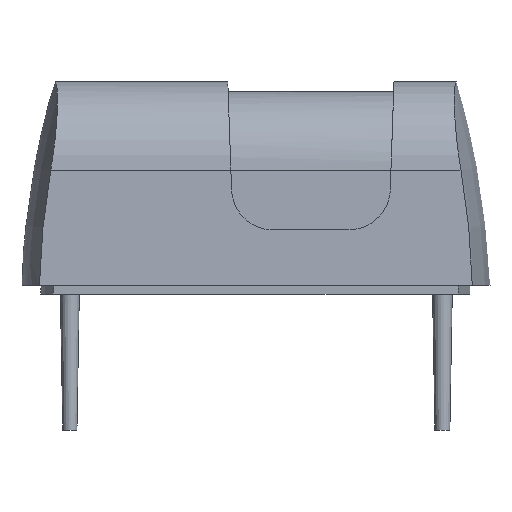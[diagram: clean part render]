
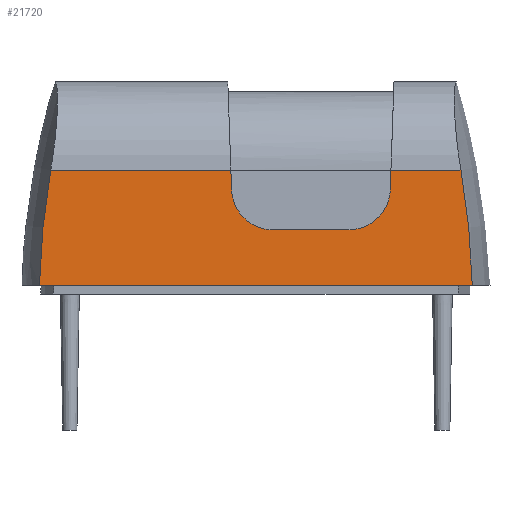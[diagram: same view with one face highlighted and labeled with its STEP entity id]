
A CAD part, front view. The second image highlights one B-rep face of the part: STEP entity #21720.
In plain terms, the highlighted planar face has unit normal (0, -0.999, 0.035).
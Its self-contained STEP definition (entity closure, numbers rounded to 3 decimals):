
#160=CARTESIAN_POINT('',(-114.899,0.,
-10.735));
#170=DIRECTION('',(0.,-1.,0.));
#180=DIRECTION('',(0.933,0.,0.361));
#190=AXIS2_PLACEMENT_3D('',#160,#170,#180);
#200=TOROIDAL_SURFACE('',#190,75.15,75.);
#640=CARTESIAN_POINT('',(99.06,0.,
-10.735));
#650=DIRECTION('',(0.,1.,0.));
#660=DIRECTION('',(-0.933,0.,0.361));
#670=AXIS2_PLACEMENT_3D('',#640,#650,#660);
#680=TOROIDAL_SURFACE('',#670,75.15,75.);
#1060=CARTESIAN_POINT('',(-47.715,-21.944,-5.5));
#1070=VERTEX_POINT('',#1060);
#7920=CARTESIAN_POINT('',(-45.638,-21.204,
15.686));
#7930=VERTEX_POINT('',#7920);
#7960=CARTESIAN_POINT('',(25.053,-22.,-7.1));
#7970=DIRECTION('',(0.,-0.999,0.035));
#7980=DIRECTION('',(-1.,0.,0.));
#7990=AXIS2_PLACEMENT_3D('',#7960,#7970,#7980);
#8000=PLANE('',#7990);
#8010=CARTESIAN_POINT('',(-45.638,-21.204,
15.686));
#8020=CARTESIAN_POINT('',(-45.789,-21.235,
14.81));
#8030=CARTESIAN_POINT('',(-45.932,-21.266,
13.932));
#8040=CARTESIAN_POINT('',(-46.067,-21.296,
13.053));
#8050=CARTESIAN_POINT('',(-46.201,-21.327,
12.175));
#8060=CARTESIAN_POINT('',(-46.328,-21.358,
11.295));
#8070=CARTESIAN_POINT('',(-46.447,-21.388,
10.414));
#8080=CARTESIAN_POINT('',(-46.566,-21.419,
9.533));
#8090=CARTESIAN_POINT('',(-46.677,-21.45,
8.651));
#8100=CARTESIAN_POINT('',(-46.779,-21.481,
7.768));
#8110=CARTESIAN_POINT('',(-46.882,-21.512,
6.885));
#8120=CARTESIAN_POINT('',(-46.977,-21.542,
6.002));
#8130=CARTESIAN_POINT('',(-47.063,-21.573,
5.118));
#8140=CARTESIAN_POINT('',(-47.15,-21.604,
4.234));
#8150=CARTESIAN_POINT('',(-47.228,-21.635,
3.349));
#8160=CARTESIAN_POINT('',(-47.299,-21.666,
2.465));
#8170=CARTESIAN_POINT('',(-47.369,-21.697,
1.58));
#8180=CARTESIAN_POINT('',(-47.432,-21.728,
0.695));
#8190=CARTESIAN_POINT('',(-47.486,-21.759,
-0.19));
#8200=CARTESIAN_POINT('',(-47.54,-21.79,
-1.075));
#8210=CARTESIAN_POINT('',(-47.586,-21.821,
-1.961));
#8220=CARTESIAN_POINT('',(-47.625,-21.851,
-2.846));
#8230=CARTESIAN_POINT('',(-47.663,-21.882,
-3.731));
#8240=CARTESIAN_POINT('',(-47.693,-21.913,
-4.615));
#8250=CARTESIAN_POINT('',(-47.715,-21.944,
-5.5));
#8260=B_SPLINE_CURVE_WITH_KNOTS('',3,(#8010,#8020,#8030,#8040,#8050,
#8060,#8070,#8080,#8090,#8100,#8110,#8120,#8130,#8140,#8150,#8160,#8170,
#8180,#8190,#8200,#8210,#8220,#8230,#8240,#8250),.UNSPECIFIED.,.F.,.F.,(
4,3,3,3,3,3,3,3,4),(0.,2.669,5.338,
8.006,10.673,13.338,16.001,
18.662,21.319),.UNSPECIFIED.);
#8270=SURFACE_CURVE('',#8260,(#680,#8000),.CURVE_3D.);
#8280=EDGE_CURVE('',#7930,#1070,#8270,.T.);
#9440=CARTESIAN_POINT('',(31.875,-21.944,-5.5));
#9450=VERTEX_POINT('',#9440);
#9480=CARTESIAN_POINT('',(31.875,-21.944,
-5.5));
#9490=CARTESIAN_POINT('',(31.864,-21.929,
-5.058));
#9500=CARTESIAN_POINT('',(31.851,-21.913,
-4.616));
#9510=CARTESIAN_POINT('',(31.836,-21.898,
-4.175));
#9520=CARTESIAN_POINT('',(31.821,-21.882,
-3.733));
#9530=CARTESIAN_POINT('',(31.804,-21.867,
-3.292));
#9540=CARTESIAN_POINT('',(31.785,-21.852,
-2.85));
#9550=CARTESIAN_POINT('',(31.747,-21.821,
-1.967));
#9560=CARTESIAN_POINT('',(31.701,-21.79,
-1.083));
#9570=CARTESIAN_POINT('',(31.647,-21.759,
-0.199));
#9580=CARTESIAN_POINT('',(31.593,-21.728,
0.685));
#9590=CARTESIAN_POINT('',(31.53,-21.697,
1.569));
#9600=CARTESIAN_POINT('',(31.46,-21.666,
2.453));
#9610=CARTESIAN_POINT('',(31.39,-21.636,
3.337));
#9620=CARTESIAN_POINT('',(31.311,-21.605,
4.221));
#9630=CARTESIAN_POINT('',(31.225,-21.574,
5.105));
#9640=CARTESIAN_POINT('',(31.138,-21.543,
5.989));
#9650=CARTESIAN_POINT('',(31.044,-21.512,
6.873));
#9660=CARTESIAN_POINT('',(30.941,-21.481,
7.756));
#9670=CARTESIAN_POINT('',(30.838,-21.45,
8.639));
#9680=CARTESIAN_POINT('',(30.728,-21.42,
9.522));
#9690=CARTESIAN_POINT('',(30.609,-21.389,
10.404));
#9700=CARTESIAN_POINT('',(30.49,-21.358,
11.286));
#9710=CARTESIAN_POINT('',(30.363,-21.327,
12.167));
#9720=CARTESIAN_POINT('',(30.228,-21.296,
13.048));
#9730=CARTESIAN_POINT('',(30.093,-21.266,
13.928));
#9740=CARTESIAN_POINT('',(29.95,-21.235,
14.808));
#9750=CARTESIAN_POINT('',(29.798,-21.204,
15.686));
#9760=B_SPLINE_CURVE_WITH_KNOTS('',3,(#9480,#9490,#9500,#9510,#9520,
#9530,#9540,#9550,#9560,#9570,#9580,#9590,#9600,#9610,#9620,#9630,#9640,
#9650,#9660,#9670,#9680,#9690,#9700,#9710,#9720,#9730,#9740,#9750),
.UNSPECIFIED.,.F.,.F.,(4,3,3,3,3,3,3,3,3,4),(0.,1.327,
2.653,5.31,7.97,10.634,
13.301,15.972,18.645,21.319),
.UNSPECIFIED.);
#9770=SURFACE_CURVE('',#9760,(#8000,#200),.CURVE_3D.);
#9780=CARTESIAN_POINT('',(29.798,-21.204,
15.686));
#9790=VERTEX_POINT('',#9780);
#9800=EDGE_CURVE('',#9450,#9790,#9770,.T.);
#17110=CARTESIAN_POINT('',(25.053,-21.944,-5.5));
#17120=DIRECTION('',(1.,0.,0.));
#17130=VECTOR('',#17120,1.);
#17140=LINE('',#17110,#17130);
#17150=EDGE_CURVE('',#1070,#9450,#17140,.T.);
#17570=CARTESIAN_POINT('',(25.053,-21.204,
15.686));
#17580=DIRECTION('',(1.,0.,0.));
#17590=VECTOR('',#17580,1.);
#17600=LINE('',#17570,#17590);
#17610=CARTESIAN_POINT('',(16.915,-21.204,
15.686));
#17620=VERTEX_POINT('',#17610);
#17630=EDGE_CURVE('',#17620,#9790,#17600,.T.);
#19480=CARTESIAN_POINT('',(-12.387,-21.331,
12.047));
#19490=VERTEX_POINT('',#19480);
#19520=CARTESIAN_POINT('',(-11.719,-22.,-7.1));
#19530=DIRECTION('',(-0.035,0.035,
0.999));
#19540=VECTOR('',#19530,1.);
#19550=LINE('',#19520,#19540);
#19560=CARTESIAN_POINT('',(-12.515,-21.204,
15.686));
#19570=VERTEX_POINT('',#19560);
#19580=EDGE_CURVE('',#19490,#19570,#19550,.T.);
#20530=CARTESIAN_POINT('',(16.787,-21.331,
12.047));
#20540=VERTEX_POINT('',#20530);
#21040=CARTESIAN_POINT('',(16.119,-22.,-7.1));
#21050=DIRECTION('',(-0.035,-0.035,
-0.999));
#21060=VECTOR('',#21050,1.);
#21070=LINE('',#21040,#21060);
#21080=EDGE_CURVE('',#17620,#20540,#21070,.T.);
#21220=CARTESIAN_POINT('',(25.053,-21.204,
15.686));
#21230=DIRECTION('',(1.,0.,0.));
#21240=VECTOR('',#21230,1.);
#21250=LINE('',#21220,#21240);
#21260=EDGE_CURVE('',#7930,#19570,#21250,.T.);
#21390=ORIENTED_EDGE('',*,*,#17150,.T.);
#21400=ORIENTED_EDGE('',*,*,#8280,.T.);
#21410=ORIENTED_EDGE('',*,*,#21260,.F.);
#21420=ORIENTED_EDGE('',*,*,#19580,.T.);
#21430=CARTESIAN_POINT('',(-4.792,-21.322,
12.313));
#21440=DIRECTION('',(0.,-0.999,0.035));
#21450=DIRECTION('',(0.,-0.035,
-0.999));
#21460=AXIS2_PLACEMENT_3D('',#21430,#21440,#21450);
#21470=ELLIPSE('',#21460,7.605,7.6);
#21480=CARTESIAN_POINT('',(-4.792,-21.587,
4.713));
#21490=VERTEX_POINT('',#21480);
#21500=EDGE_CURVE('',#19490,#21490,#21470,.T.);
#21510=ORIENTED_EDGE('',*,*,#21500,.F.);
#21520=CARTESIAN_POINT('',(25.053,-21.587,
4.713));
#21530=DIRECTION('',(-1.,0.,0.));
#21540=VECTOR('',#21530,1.);
#21550=LINE('',#21520,#21540);
#21560=CARTESIAN_POINT('',(9.192,-21.587,
4.713));
#21570=VERTEX_POINT('',#21560);
#21580=EDGE_CURVE('',#21570,#21490,#21550,.T.);
#21590=ORIENTED_EDGE('',*,*,#21580,.T.);
#21600=CARTESIAN_POINT('',(9.192,-21.322,
12.313));
#21610=DIRECTION('',(0.,-0.999,0.035));
#21620=DIRECTION('',(0.,-0.035,
-0.999));
#21630=AXIS2_PLACEMENT_3D('',#21600,#21610,#21620);
#21640=ELLIPSE('',#21630,7.605,7.6);
#21650=EDGE_CURVE('',#21570,#20540,#21640,.T.);
#21660=ORIENTED_EDGE('',*,*,#21650,.F.);
#21670=ORIENTED_EDGE('',*,*,#21080,.T.);
#21680=ORIENTED_EDGE('',*,*,#17630,.F.);
#21690=ORIENTED_EDGE('',*,*,#9800,.T.);
#21700=EDGE_LOOP('',(#21690,#21680,#21670,#21660,#21590,#21510,#21420,
#21410,#21400,#21390));
#21710=FACE_OUTER_BOUND('',#21700,.T.);
#21720=ADVANCED_FACE('',(#21710),#8000,.T.);
